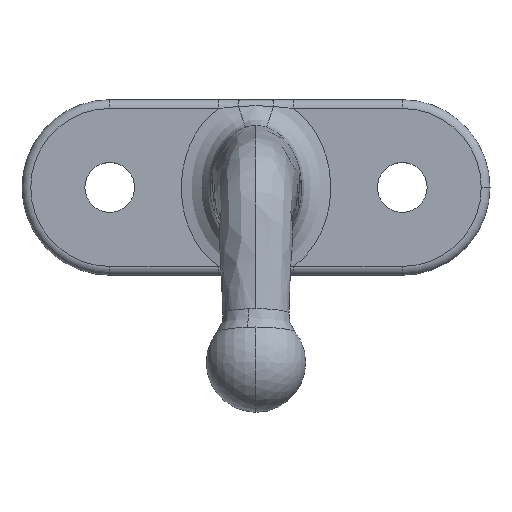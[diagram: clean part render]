
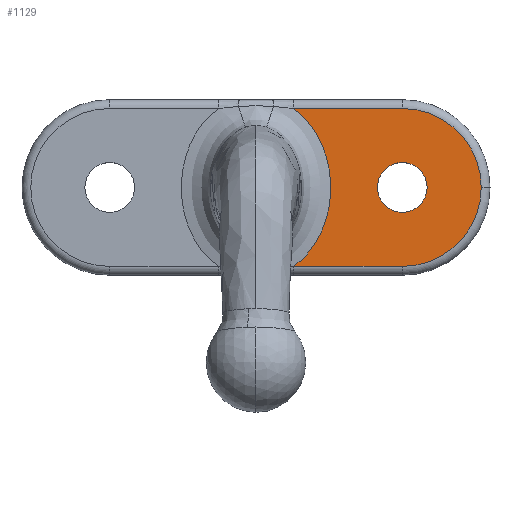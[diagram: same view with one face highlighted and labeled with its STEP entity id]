
A CAD part, top view. The second image highlights one B-rep face of the part: STEP entity #1129.
In plain terms, the highlighted planar face has unit normal (0, 0, 1).
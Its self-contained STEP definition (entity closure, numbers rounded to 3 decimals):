
#30 = CARTESIAN_POINT ( 'NONE',  ( 12.075, 5.104, 0. ) ) ;
#53 = ORIENTED_EDGE ( 'NONE', *, *, #2081, .T. ) ;
#60 = AXIS2_PLACEMENT_3D ( 'NONE', #2893, #216, #2732 ) ;
#135 = CARTESIAN_POINT ( 'NONE',  ( 25., 0., 0. ) ) ;
#197 = CARTESIAN_POINT ( 'NONE',  ( 7.448, -12.702, 0. ) ) ;
#216 = DIRECTION ( 'NONE',  ( 0., 0., 1. ) ) ;
#217 = LINE ( 'NONE', #2201, #916 ) ;
#238 = VERTEX_POINT ( 'NONE', #2639 ) ;
#255 = EDGE_LOOP ( 'NONE', ( #53, #1094, #2587, #1678, #786 ) ) ;
#271 = CARTESIAN_POINT ( 'NONE',  ( 11.738, -6.348, 0. ) ) ;
#296 = CARTESIAN_POINT ( 'NONE',  ( 25., 0., 0. ) ) ;
#318 = CIRCLE ( 'NONE', #1923, 4.25 ) ;
#343 = CARTESIAN_POINT ( 'NONE',  ( 11.679, 6.332, 0. ) ) ;
#358 = EDGE_CURVE ( 'NONE', #2530, #2119, #217, .T. ) ;
#359 = AXIS2_PLACEMENT_3D ( 'NONE', #296, #2116, #1572 ) ;
#506 = CARTESIAN_POINT ( 'NONE',  ( 7.69, -12.487, 0. ) ) ;
#531 = DIRECTION ( 'NONE',  ( -1., 0., 0. ) ) ;
#535 = VERTEX_POINT ( 'NONE', #1612 ) ;
#563 = DIRECTION ( 'NONE',  ( 1., 0., 0. ) ) ;
#580 = CARTESIAN_POINT ( 'NONE',  ( 12.127, -5.123, 0. ) ) ;
#623 = EDGE_CURVE ( 'NONE', #2095, #535, #2511, .T. ) ;
#652 = CARTESIAN_POINT ( 'NONE',  ( 11.446, 6.94, 0. ) ) ;
#728 = CARTESIAN_POINT ( 'NONE',  ( 6.354, 13.5, 0. ) ) ;
#786 = ORIENTED_EDGE ( 'NONE', *, *, #623, .T. ) ;
#813 = CARTESIAN_POINT ( 'NONE',  ( 8.39, -11.817, 0. ) ) ;
#818 = CARTESIAN_POINT ( 'NONE',  ( -25., 0., 0. ) ) ;
#887 = CARTESIAN_POINT ( 'NONE',  ( 12.65, -2.572, 0. ) ) ;
#911 = DIRECTION ( 'NONE',  ( 0., 0., 1. ) ) ;
#916 = VECTOR ( 'NONE', #563, 1000. ) ;
#955 = CARTESIAN_POINT ( 'NONE',  ( 10.644, 8.717, 0. ) ) ;
#990 = CARTESIAN_POINT ( 'NONE',  ( 6.419, -13.5, 0. ) ) ;
#1038 = CARTESIAN_POINT ( 'NONE',  ( 25., -13.5, 0. ) ) ;
#1058 = CARTESIAN_POINT ( 'NONE',  ( -25., 13.5, 0. ) ) ;
#1094 = ORIENTED_EDGE ( 'NONE', *, *, #358, .T. ) ;
#1097 = EDGE_CURVE ( 'NONE', #1371, #2950, #1110, .T. ) ;
#1109 = CARTESIAN_POINT ( 'NONE',  ( 8.823, -11.339, 0. ) ) ;
#1110 = CIRCLE ( 'NONE', #1367, 4.25 ) ;
#1118 = CIRCLE ( 'NONE', #359, 13.5 ) ;
#1129 = ADVANCED_FACE ( 'NONE', ( #2156, #2796 ), #2736, .T. ) ;
#1184 = CARTESIAN_POINT ( 'NONE',  ( 12.774, -1.291, 0. ) ) ;
#1251 = CARTESIAN_POINT ( 'NONE',  ( 9.982, 9.824, 0. ) ) ;
#1278 = CARTESIAN_POINT ( 'NONE',  ( 25., 0., 0. ) ) ;
#1297 = EDGE_CURVE ( 'NONE', #2119, #238, #2966, .T. ) ;
#1304 = AXIS2_PLACEMENT_3D ( 'NONE', #818, #911, #1348 ) ;
#1321 = EDGE_CURVE ( 'NONE', #238, #2095, #1118, .T. ) ;
#1348 = DIRECTION ( 'NONE',  ( 1., 0., 0. ) ) ;
#1367 = AXIS2_PLACEMENT_3D ( 'NONE', #1278, #2805, #1955 ) ;
#1371 = VERTEX_POINT ( 'NONE', #2803 ) ;
#1416 = CARTESIAN_POINT ( 'NONE',  ( 9.423, -10.579, 0. ) ) ;
#1479 = CARTESIAN_POINT ( 'NONE',  ( 12.77, 0.639, 0. ) ) ;
#1491 = B_SPLINE_CURVE_WITH_KNOTS ( 'NONE', 3,
 ( #728, #2465, #2174, #1857, #1550, #1251, #955, #652, #343, #30, #2707, #2401, #2092, #1788, #1479, #1184, #887, #580, #271, #2943, #2636, #2336, #2022, #1712, #1416, #1109, #813, #506, #197, #2877, #2561, #2265 ),
 .UNSPECIFIED., .F., .F.,
 ( 4, 2, 2, 2, 2, 2, 2, 2, 2, 2, 2, 2, 2, 2, 2, 4 ),
 ( 0.007, 0.009, 0.011, 0.015, 0.016, 0.018, 0.02, 0.022, 0.026, 0.03, 0.032, 0.033, 0.034, 0.036, 0.037, 0.038 ),
 .UNSPECIFIED. ) ;
#1519 = ORIENTED_EDGE ( 'NONE', *, *, #2505, .F. ) ;
#1550 = CARTESIAN_POINT ( 'NONE',  ( 8.766, 11.352, 0. ) ) ;
#1572 = DIRECTION ( 'NONE',  ( 1., 0., 0. ) ) ;
#1612 = CARTESIAN_POINT ( 'NONE',  ( 6.354, 13.5, 0. ) ) ;
#1642 = CARTESIAN_POINT ( 'NONE',  ( 25., 13.5, 0. ) ) ;
#1678 = ORIENTED_EDGE ( 'NONE', *, *, #1321, .T. ) ;
#1712 = CARTESIAN_POINT ( 'NONE',  ( 9.616, -10.318, 0. ) ) ;
#1788 = CARTESIAN_POINT ( 'NONE',  ( 12.737, 1.283, 0. ) ) ;
#1857 = CARTESIAN_POINT ( 'NONE',  ( 8.327, 11.832, 0. ) ) ;
#1923 = AXIS2_PLACEMENT_3D ( 'NONE', #135, #2815, #2503 ) ;
#1955 = DIRECTION ( 'NONE',  ( 1., 0., 0. ) ) ;
#2022 = CARTESIAN_POINT ( 'NONE',  ( 9.985, -9.781, 0. ) ) ;
#2061 = ORIENTED_EDGE ( 'NONE', *, *, #1097, .F. ) ;
#2072 = VECTOR ( 'NONE', #531, 1000. ) ;
#2081 = EDGE_CURVE ( 'NONE', #535, #2530, #1491, .T. ) ;
#2092 = CARTESIAN_POINT ( 'NONE',  ( 12.603, 2.575, 0. ) ) ;
#2095 = VERTEX_POINT ( 'NONE', #1642 ) ;
#2116 = DIRECTION ( 'NONE',  ( 0., 0., 1. ) ) ;
#2119 = VERTEX_POINT ( 'NONE', #1038 ) ;
#2156 = FACE_BOUND ( 'NONE', #2452, .T. ) ;
#2174 = CARTESIAN_POINT ( 'NONE',  ( 7.39, 12.72, 0. ) ) ;
#2201 = CARTESIAN_POINT ( 'NONE',  ( -25., -13.5, 0. ) ) ;
#2265 = CARTESIAN_POINT ( 'NONE',  ( 6.419, -13.5, 0. ) ) ;
#2336 = CARTESIAN_POINT ( 'NONE',  ( 10.161, -9.506, 0. ) ) ;
#2401 = CARTESIAN_POINT ( 'NONE',  ( 12.503, 3.218, 0. ) ) ;
#2452 = EDGE_LOOP ( 'NONE', ( #1519, #2061 ) ) ;
#2465 = CARTESIAN_POINT ( 'NONE',  ( 6.889, 13.129, 0. ) ) ;
#2503 = DIRECTION ( 'NONE',  ( 1., 0., 0. ) ) ;
#2505 = EDGE_CURVE ( 'NONE', #2950, #1371, #318, .T. ) ;
#2511 = LINE ( 'NONE', #1058, #2072 ) ;
#2530 = VERTEX_POINT ( 'NONE', #990 ) ;
#2561 = CARTESIAN_POINT ( 'NONE',  ( 6.685, -13.314, 0. ) ) ;
#2587 = ORIENTED_EDGE ( 'NONE', *, *, #1297, .T. ) ;
#2636 = CARTESIAN_POINT ( 'NONE',  ( 10.66, -8.673, 0. ) ) ;
#2639 = CARTESIAN_POINT ( 'NONE',  ( 38.5, 0., 0. ) ) ;
#2707 = CARTESIAN_POINT ( 'NONE',  ( 12.239, 4.481, 0. ) ) ;
#2732 = DIRECTION ( 'NONE',  ( 1., 0., 0. ) ) ;
#2736 = PLANE ( 'NONE',  #1304 ) ;
#2740 = CARTESIAN_POINT ( 'NONE',  ( 29.25, 0., 0. ) ) ;
#2796 = FACE_OUTER_BOUND ( 'NONE', #255, .T. ) ;
#2803 = CARTESIAN_POINT ( 'NONE',  ( 20.75, 0., 0. ) ) ;
#2805 = DIRECTION ( 'NONE',  ( 0., 0., 1. ) ) ;
#2815 = DIRECTION ( 'NONE',  ( 0., 0., 1. ) ) ;
#2877 = CARTESIAN_POINT ( 'NONE',  ( 6.946, -13.115, 0. ) ) ;
#2893 = CARTESIAN_POINT ( 'NONE',  ( 25., 0., 0. ) ) ;
#2943 = CARTESIAN_POINT ( 'NONE',  ( 10.955, -8.102, 0. ) ) ;
#2950 = VERTEX_POINT ( 'NONE', #2740 ) ;
#2966 = CIRCLE ( 'NONE', #60, 13.5 ) ;
